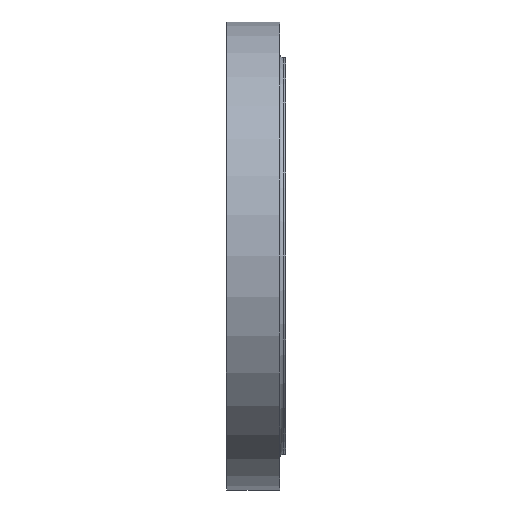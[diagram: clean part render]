
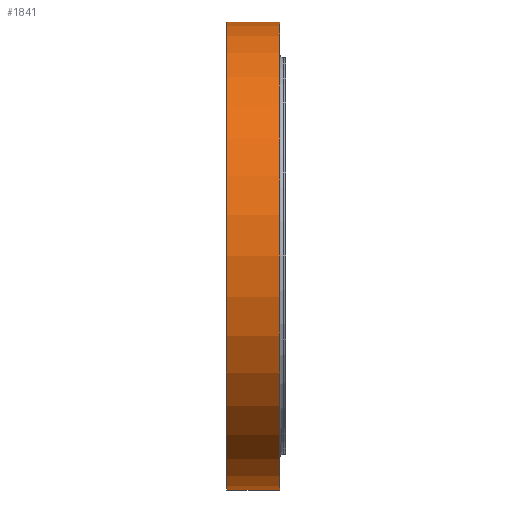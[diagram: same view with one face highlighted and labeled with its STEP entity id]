
A CAD part, front view. The second image highlights one B-rep face of the part: STEP entity #1841.
In plain terms, the highlighted cylindrical face has radius 708.025 mm (diameter 1416.05 mm), a partial arc.
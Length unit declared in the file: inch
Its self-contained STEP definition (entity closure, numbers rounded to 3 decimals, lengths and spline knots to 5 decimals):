
#43 = EDGE_CURVE ( 'NONE', #1393, #919, #2340, .T. ) ;
#75 = DIRECTION ( 'NONE',  ( -1., 0., 0. ) ) ;
#84 = DIRECTION ( 'NONE',  ( 0., 0., 1. ) ) ;
#208 = CARTESIAN_POINT ( 'NONE',  ( 6.23086, 0., -27.875 ) ) ;
#210 = DIRECTION ( 'NONE',  ( -1., 0., 0. ) ) ;
#270 = CARTESIAN_POINT ( 'NONE',  ( 0., 0., 27.875 ) ) ;
#281 = DIRECTION ( 'NONE',  ( -1., 0., 0. ) ) ;
#319 = VECTOR ( 'NONE', #75, 39.37008 ) ;
#358 = DIRECTION ( 'NONE',  ( -1., 0., 0. ) ) ;
#400 = DIRECTION ( 'NONE',  ( 0., 0., 1. ) ) ;
#584 = ORIENTED_EDGE ( 'NONE', *, *, #2506, .F. ) ;
#621 = CARTESIAN_POINT ( 'NONE',  ( 6.23086, 0., 27.875 ) ) ;
#622 = DIRECTION ( 'NONE',  ( -1., 0., 0. ) ) ;
#707 = VERTEX_POINT ( 'NONE', #208 ) ;
#723 = AXIS2_PLACEMENT_3D ( 'NONE', #2047, #358, #2483 ) ;
#735 = CYLINDRICAL_SURFACE ( 'NONE', #723, 27.875 ) ;
#883 = VERTEX_POINT ( 'NONE', #621 ) ;
#919 = VERTEX_POINT ( 'NONE', #1772 ) ;
#939 = EDGE_CURVE ( 'NONE', #707, #883, #1213, .T. ) ;
#1092 = AXIS2_PLACEMENT_3D ( 'NONE', #2428, #281, #84 ) ;
#1213 = CIRCLE ( 'NONE', #2435, 27.875 ) ;
#1269 = LINE ( 'NONE', #2391, #2448 ) ;
#1360 = CARTESIAN_POINT ( 'NONE',  ( -0.08164, 0., -27.875 ) ) ;
#1393 = VERTEX_POINT ( 'NONE', #1360 ) ;
#1647 = ORIENTED_EDGE ( 'NONE', *, *, #939, .T. ) ;
#1727 = FACE_OUTER_BOUND ( 'NONE', #1895, .T. ) ;
#1772 = CARTESIAN_POINT ( 'NONE',  ( -0.08164, 0., 27.875 ) ) ;
#1841 = ADVANCED_FACE ( 'NONE', ( #1727 ), #735, .T. ) ;
#1868 = ORIENTED_EDGE ( 'NONE', *, *, #43, .F. ) ;
#1895 = EDGE_LOOP ( 'NONE', ( #584, #1647, #2023, #1868 ) ) ;
#1937 = EDGE_CURVE ( 'NONE', #883, #919, #2013, .T. ) ;
#2013 = LINE ( 'NONE', #270, #319 ) ;
#2023 = ORIENTED_EDGE ( 'NONE', *, *, #1937, .T. ) ;
#2047 = CARTESIAN_POINT ( 'NONE',  ( 0., 0., 0. ) ) ;
#2175 = CARTESIAN_POINT ( 'NONE',  ( 6.23086, 0., 0. ) ) ;
#2340 = CIRCLE ( 'NONE', #1092, 27.875 ) ;
#2391 = CARTESIAN_POINT ( 'NONE',  ( 0., 0., -27.875 ) ) ;
#2428 = CARTESIAN_POINT ( 'NONE',  ( -0.08164, 0., 0. ) ) ;
#2435 = AXIS2_PLACEMENT_3D ( 'NONE', #2175, #210, #400 ) ;
#2448 = VECTOR ( 'NONE', #622, 39.37008 ) ;
#2483 = DIRECTION ( 'NONE',  ( 0., 0., 1. ) ) ;
#2506 = EDGE_CURVE ( 'NONE', #707, #1393, #1269, .T. ) ;
